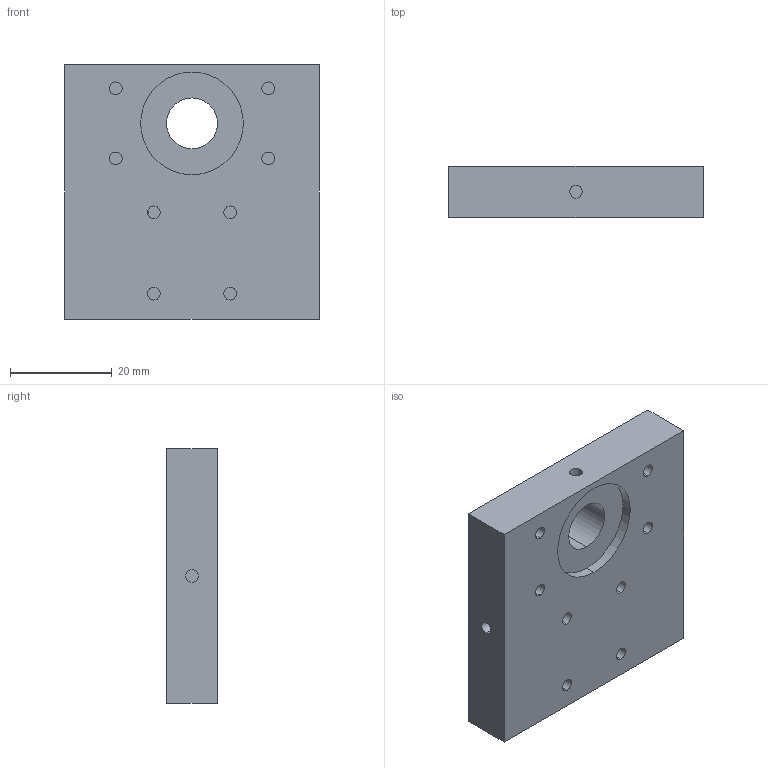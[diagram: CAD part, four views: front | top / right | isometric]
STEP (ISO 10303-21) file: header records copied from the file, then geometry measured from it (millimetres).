
FILE_DESCRIPTION (( 'STEP AP203' ), '1' );
FILE_NAME ('top.STEP', '2022-03-01T07:13:35', ( '' ), ( '' ), 'SwSTEP 2.0', 'SolidWorks 2020', '' );
FILE_SCHEMA (( 'CONFIG_CONTROL_DESIGN' ));
Length unit declared in the file: millimetre
Products named in the file (1): top
Bounding box: 50 x 10 x 50 mm (x, y, z)
Volume: 23214.5 mm3; surface area: 8027.8 mm2
Topology: 1 solids, 1 shells, 74 faces, 154 edges, 100 vertices
Faces by surface type: cylinder 42, plane 26, torus 6
Entity records: 2099 total; most frequent: DIRECTION 404, CARTESIAN_POINT 329, ORIENTED_EDGE 308, AXIS2_PLACEMENT_3D 175, EDGE_CURVE 154, VERTEX_POINT 100, CIRCLE 100, EDGE_LOOP 96
